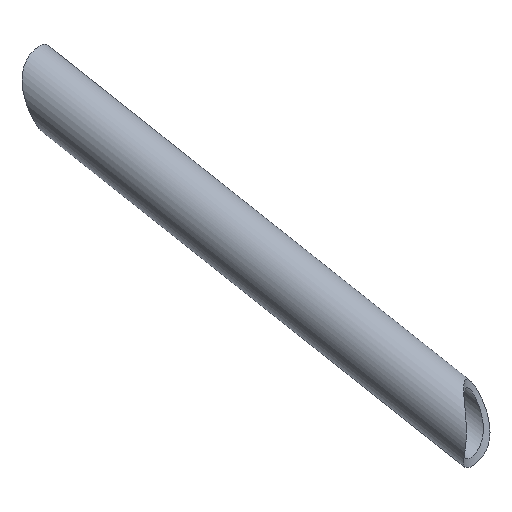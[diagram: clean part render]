
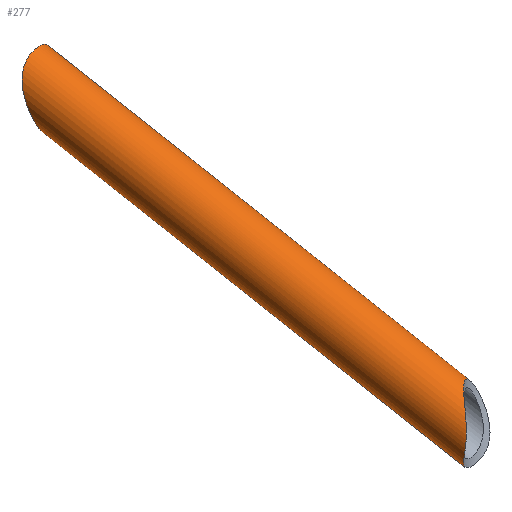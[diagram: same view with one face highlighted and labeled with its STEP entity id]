
A CAD part, top view. The second image highlights one B-rep face of the part: STEP entity #277.
In plain terms, the highlighted cylindrical face has radius 7.5 mm (diameter 15 mm), a partial arc.
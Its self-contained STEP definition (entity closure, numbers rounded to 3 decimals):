
#63=CARTESIAN_POINT('Vertex',(-1971.255,81.747,343.46)) ;
#67=CARTESIAN_POINT('Control Point',(-1971.255,81.747,343.46)) ;
#68=CARTESIAN_POINT('Control Point',(-1971.255,81.301,342.625)) ;
#69=CARTESIAN_POINT('Control Point',(-1971.168,81.,341.714)) ;
#70=CARTESIAN_POINT('Control Point',(-1970.969,80.842,340.803)) ;
#71=CARTESIAN_POINT('Vertex',(-1970.969,80.842,340.803)) ;
#96=CARTESIAN_POINT('Vertex',(-1969.942,99.177,337.883)) ;
#100=CARTESIAN_POINT('Control Point',(-1969.942,99.177,337.883)) ;
#101=CARTESIAN_POINT('Control Point',(-1970.101,99.303,338.202)) ;
#102=CARTESIAN_POINT('Control Point',(-1970.253,99.396,338.536)) ;
#103=CARTESIAN_POINT('Control Point',(-1970.397,99.452,338.884)) ;
#104=CARTESIAN_POINT('Control Point',(-1970.654,99.479,339.586)) ;
#105=CARTESIAN_POINT('Control Point',(-1970.856,99.352,340.295)) ;
#106=CARTESIAN_POINT('Control Point',(-1970.94,99.253,340.64)) ;
#107=CARTESIAN_POINT('Control Point',(-1971.114,98.93,341.475)) ;
#108=CARTESIAN_POINT('Control Point',(-1971.208,98.444,342.245)) ;
#109=CARTESIAN_POINT('Control Point',(-1971.241,98.11,342.678)) ;
#110=CARTESIAN_POINT('Control Point',(-1971.255,97.745,343.082)) ;
#111=CARTESIAN_POINT('Control Point',(-1971.255,97.356,343.46)) ;
#112=CARTESIAN_POINT('Vertex',(-1971.255,97.356,343.46)) ;
#187=CARTESIAN_POINT('Control Point',(-1971.255,81.747,343.46)) ;
#188=CARTESIAN_POINT('Control Point',(-1971.255,82.21,344.327)) ;
#189=CARTESIAN_POINT('Control Point',(-1971.18,82.803,345.125)) ;
#190=CARTESIAN_POINT('Control Point',(-1971.051,83.527,345.812)) ;
#191=CARTESIAN_POINT('Control Point',(-1970.808,85.159,346.824)) ;
#192=CARTESIAN_POINT('Control Point',(-1970.675,87.045,347.224)) ;
#193=CARTESIAN_POINT('Control Point',(-1970.657,87.976,347.277)) ;
#194=CARTESIAN_POINT('Control Point',(-1970.686,89.544,347.194)) ;
#195=CARTESIAN_POINT('Control Point',(-1970.784,91.071,346.864)) ;
#196=CARTESIAN_POINT('Control Point',(-1970.832,91.689,346.693)) ;
#197=CARTESIAN_POINT('Control Point',(-1970.972,93.301,346.153)) ;
#198=CARTESIAN_POINT('Control Point',(-1971.12,94.826,345.393)) ;
#199=CARTESIAN_POINT('Control Point',(-1971.2,95.734,344.84)) ;
#200=CARTESIAN_POINT('Control Point',(-1971.255,96.593,344.2)) ;
#201=CARTESIAN_POINT('Control Point',(-1971.255,97.356,343.46)) ;
#224=CARTESIAN_POINT('Axis2P3D Location',(-2015.003,125.362,323.668)) ;
#229=CARTESIAN_POINT('Line Origine',(-2019.665,119.487,323.668)) ;
#233=CARTESIAN_POINT('Vertex',(-2060.063,151.547,309.452)) ;
#236=CARTESIAN_POINT('Line Origine',(-2010.34,131.237,323.668)) ;
#240=CARTESIAN_POINT('Vertex',(-2059.036,169.882,306.533)) ;
#244=CARTESIAN_POINT('Control Point',(-2060.063,151.547,309.452)) ;
#245=CARTESIAN_POINT('Control Point',(-2060.259,151.703,309.845)) ;
#246=CARTESIAN_POINT('Control Point',(-2060.464,151.908,310.214)) ;
#247=CARTESIAN_POINT('Control Point',(-2060.675,152.155,310.557)) ;
#248=CARTESIAN_POINT('Control Point',(-2061.19,152.832,311.327)) ;
#249=CARTESIAN_POINT('Control Point',(-2061.695,153.66,311.954)) ;
#250=CARTESIAN_POINT('Control Point',(-2061.984,154.183,312.28)) ;
#251=CARTESIAN_POINT('Control Point',(-2062.518,155.245,312.837)) ;
#252=CARTESIAN_POINT('Control Point',(-2062.998,156.388,313.272)) ;
#253=CARTESIAN_POINT('Control Point',(-2063.215,156.954,313.456)) ;
#254=CARTESIAN_POINT('Control Point',(-2063.776,158.589,313.909)) ;
#255=CARTESIAN_POINT('Control Point',(-2064.172,160.315,314.183)) ;
#256=CARTESIAN_POINT('Control Point',(-2064.34,161.457,314.289)) ;
#257=CARTESIAN_POINT('Control Point',(-2064.395,163.5,314.332)) ;
#258=CARTESIAN_POINT('Control Point',(-2063.929,165.453,314.012)) ;
#259=CARTESIAN_POINT('Control Point',(-2063.619,166.249,313.792)) ;
#260=CARTESIAN_POINT('Control Point',(-2062.994,167.371,313.294)) ;
#261=CARTESIAN_POINT('Control Point',(-2062.256,168.263,312.569)) ;
#262=CARTESIAN_POINT('Control Point',(-2061.98,168.555,312.276)) ;
#263=CARTESIAN_POINT('Control Point',(-2061.04,169.433,311.189)) ;
#264=CARTESIAN_POINT('Control Point',(-2060.16,169.928,309.82)) ;
#265=CARTESIAN_POINT('Control Point',(-2059.648,170.089,308.749)) ;
#266=CARTESIAN_POINT('Control Point',(-2059.276,170.072,307.635)) ;
#267=CARTESIAN_POINT('Control Point',(-2059.036,169.882,306.533)) ;
#225=DIRECTION('Axis2P3D Direction',(-0.755,0.599,-0.266)) ;
#226=DIRECTION('Axis2P3D XDirection',(-0.622,-0.783,0.)) ;
#230=DIRECTION('Vector Direction',(-0.755,0.599,-0.266)) ;
#237=DIRECTION('Vector Direction',(-0.755,0.599,-0.266)) ;
#227=AXIS2_PLACEMENT_3D('Cylinder Axis2P3D',#224,#225,#226) ;
#270=ORIENTED_EDGE('',*,*,#235,.F.) ;
#271=ORIENTED_EDGE('',*,*,#73,.F.) ;
#272=ORIENTED_EDGE('',*,*,#202,.T.) ;
#273=ORIENTED_EDGE('',*,*,#114,.F.) ;
#274=ORIENTED_EDGE('',*,*,#242,.T.) ;
#275=ORIENTED_EDGE('',*,*,#268,.F.) ;
#231=VECTOR('Line Direction',#230,1.) ;
#238=VECTOR('Line Direction',#237,1.) ;
#277=ADVANCED_FACE('Corps principal',(#276),#228,.T.) ;
#66=B_SPLINE_CURVE_WITH_KNOTS('',3,(#67,#68,#69,#70),.UNSPECIFIED.,.F.,.U.,(4,4),(0.,4.014),.UNSPECIFIED.) ;
#99=B_SPLINE_CURVE_WITH_KNOTS('',5,(#100,#101,#102,#103,#104,#105,#106,#107,#108,#109,#110,#111),.UNSPECIFIED.,.F.,.U.,(6,3,3,6),(0.,2.671,5.258,9.096),.UNSPECIFIED.) ;
#186=B_SPLINE_CURVE_WITH_KNOTS('',5,(#187,#188,#189,#190,#191,#192,#193,#194,#195,#196,#197,#198,#199,#200,#201),.UNSPECIFIED.,.F.,.U.,(6,3,3,3,6),(0.,6.952,13.466,17.999,25.513),.UNSPECIFIED.) ;
#243=B_SPLINE_CURVE_WITH_KNOTS('',5,(#244,#245,#246,#247,#248,#249,#250,#251,#252,#253,#254,#255,#256,#257,#258,#259,#260,#261,#262,#263,#264,#265,#266,#267),.UNSPECIFIED.,.F.,.U.,(6,3,3,3,3,3,3,6),(0.,3.326,8.109,12.574,20.707,26.803,30.284,38.64),.UNSPECIFIED.) ;
#228=CYLINDRICAL_SURFACE('generated cylinder',#227,7.5) ;
#73=EDGE_CURVE('',#64,#72,#66,.T.) ;
#114=EDGE_CURVE('',#97,#113,#99,.T.) ;
#202=EDGE_CURVE('',#64,#113,#186,.T.) ;
#235=EDGE_CURVE('',#72,#234,#232,.T.) ;
#242=EDGE_CURVE('',#97,#241,#239,.T.) ;
#268=EDGE_CURVE('',#234,#241,#243,.T.) ;
#269=EDGE_LOOP('',(#270,#271,#272,#273,#274,#275)) ;
#276=FACE_OUTER_BOUND('',#269,.T.) ;
#232=LINE('Line',#229,#231) ;
#239=LINE('Line',#236,#238) ;
#64=VERTEX_POINT('',#63) ;
#72=VERTEX_POINT('',#71) ;
#97=VERTEX_POINT('',#96) ;
#113=VERTEX_POINT('',#112) ;
#234=VERTEX_POINT('',#233) ;
#241=VERTEX_POINT('',#240) ;
